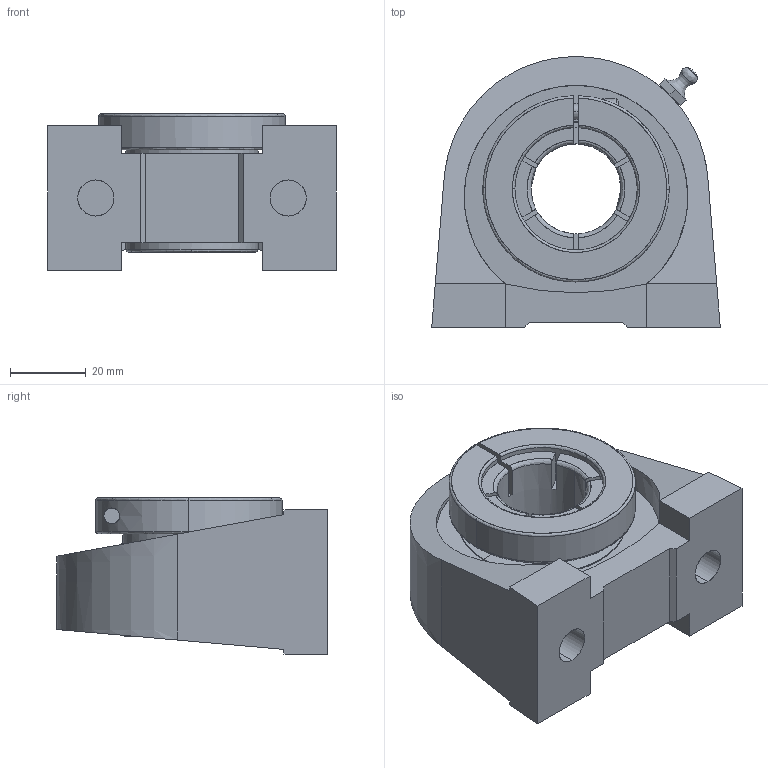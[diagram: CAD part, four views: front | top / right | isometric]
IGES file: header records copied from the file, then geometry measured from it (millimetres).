
Start section: SolidWorks IGES file using analytic representation for surfaces
Global section: file name: VTDEFAU0725716556983.igs; native system: SolidWorks 2017; preprocessor: SolidWorks 2017; author: partstream; date: 170725.071658; units: millimetre
Bounding box: 76.2 x 71.44 x 41.27 mm (x, y, z)
Surface area: 27754 mm2 (no closed solid volume)
Topology: 0 solids, 0 shells, 161 faces, 2807 edges, 2815 vertices
Faces by surface type: bspline 106, revolution 55
